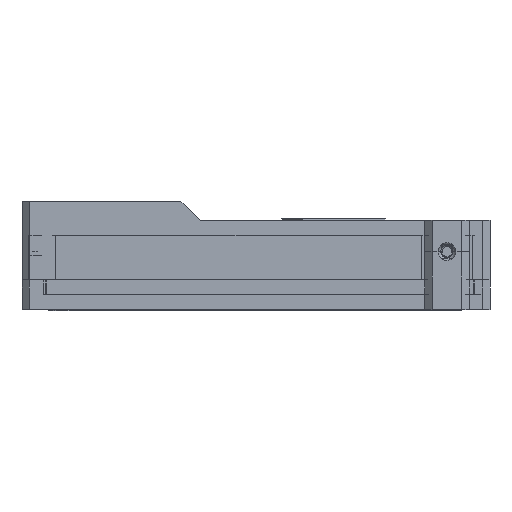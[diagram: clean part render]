
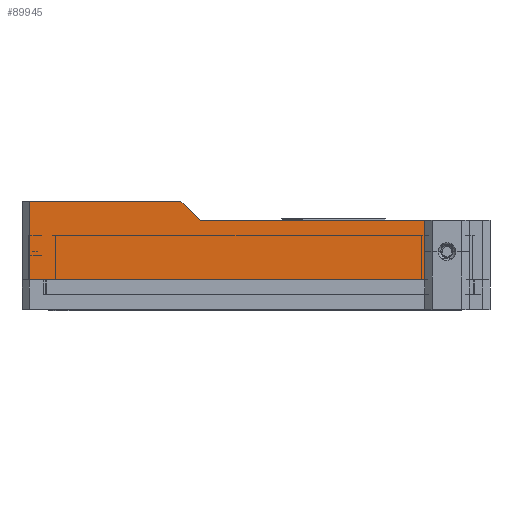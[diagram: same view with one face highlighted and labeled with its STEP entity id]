
A CAD part, front view. The second image highlights one B-rep face of the part: STEP entity #89945.
In plain terms, the highlighted planar face has unit normal (0, -1, 0).
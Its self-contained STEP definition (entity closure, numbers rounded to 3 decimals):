
#4825=FACE_OUTER_BOUND('',#9674,.T.);
#9674=EDGE_LOOP('',(#59267,#59268,#59269,#59270,#59271,#59272,#59273,#59274));
#14632=LINE('',#128777,#25366);
#14706=LINE('',#128968,#25440);
#14731=LINE('',#129026,#25465);
#14746=LINE('',#129071,#25480);
#14758=LINE('',#129094,#25492);
#14801=LINE('',#129203,#25535);
#14813=LINE('',#129237,#25547);
#14829=LINE('',#129272,#25563);
#25366=VECTOR('',#102585,10.);
#25440=VECTOR('',#102713,1000.);
#25465=VECTOR('',#102760,1000.);
#25480=VECTOR('',#102805,1000.);
#25492=VECTOR('',#102839,1000.);
#25535=VECTOR('',#102974,1000.);
#25547=VECTOR('',#103002,1000.);
#25563=VECTOR('',#103044,1000.);
#36100=VERTEX_POINT('',#128774);
#36101=VERTEX_POINT('',#128776);
#36190=VERTEX_POINT('',#128965);
#36191=VERTEX_POINT('',#128967);
#36212=VERTEX_POINT('',#129023);
#36213=VERTEX_POINT('',#129025);
#36247=VERTEX_POINT('',#129201);
#36248=VERTEX_POINT('',#129202);
#45139=EDGE_CURVE('',#36100,#36101,#14632,.T.);
#45233=EDGE_CURVE('',#36191,#36190,#14706,.T.);
#45264=EDGE_CURVE('',#36213,#36212,#14731,.T.);
#45287=EDGE_CURVE('',#36212,#36191,#14746,.T.);
#45301=EDGE_CURVE('',#36101,#36190,#14758,.T.);
#45349=EDGE_CURVE('',#36247,#36248,#14801,.T.);
#45367=EDGE_CURVE('',#36100,#36248,#14813,.T.);
#45385=EDGE_CURVE('',#36247,#36213,#14829,.T.);
#59267=ORIENTED_EDGE('',*,*,#45367,.T.);
#59268=ORIENTED_EDGE('',*,*,#45349,.F.);
#59269=ORIENTED_EDGE('',*,*,#45385,.T.);
#59270=ORIENTED_EDGE('',*,*,#45264,.T.);
#59271=ORIENTED_EDGE('',*,*,#45287,.T.);
#59272=ORIENTED_EDGE('',*,*,#45233,.T.);
#59273=ORIENTED_EDGE('',*,*,#45301,.F.);
#59274=ORIENTED_EDGE('',*,*,#45139,.F.);
#86212=PLANE('',#94982);
#89945=ADVANCED_FACE('',(#4825),#86212,.F.);
#94982=AXIS2_PLACEMENT_3D('',#129271,#103042,#103043);
#102585=DIRECTION('',(1.,0.,0.));
#102713=DIRECTION('',(1.,0.,0.));
#102760=DIRECTION('',(1.,0.,0.));
#102805=DIRECTION('',(0.,0.,1.));
#102839=DIRECTION('',(0.,0.,-1.));
#102974=DIRECTION('',(1.,0.,0.));
#103002=DIRECTION('',(-0.707,0.,0.707));
#103042=DIRECTION('center_axis',(0.,1.,0.));
#103043=DIRECTION('ref_axis',(1.,0.,0.));
#103044=DIRECTION('',(0.,0.,-1.));
#128774=CARTESIAN_POINT('',(12.,0.,4.));
#128776=CARTESIAN_POINT('',(27.1,0.,4.));
#128777=CARTESIAN_POINT('',(7.875,0.,4.));
#128965=CARTESIAN_POINT('',(27.1,0.,1.9));
#128967=CARTESIAN_POINT('',(27.075,0.,1.9));
#128968=CARTESIAN_POINT('',(30.125,0.,1.9));
#129023=CARTESIAN_POINT('',(27.075,0.,0.));
#129025=CARTESIAN_POINT('',(0.5,0.,0.));
#129026=CARTESIAN_POINT('',(0.,0.,0.));
#129071=CARTESIAN_POINT('',(27.075,0.,0.));
#129094=CARTESIAN_POINT('',(27.1,0.,4.));
#129201=CARTESIAN_POINT('',(0.5,0.,5.3));
#129202=CARTESIAN_POINT('',(10.7,0.,5.3));
#129203=CARTESIAN_POINT('',(0.,0.,5.3));
#129237=CARTESIAN_POINT('',(12.,0.,4.));
#129271=CARTESIAN_POINT('Origin',(0.,0.,5.3));
#129272=CARTESIAN_POINT('',(0.5,0.,5.3));
